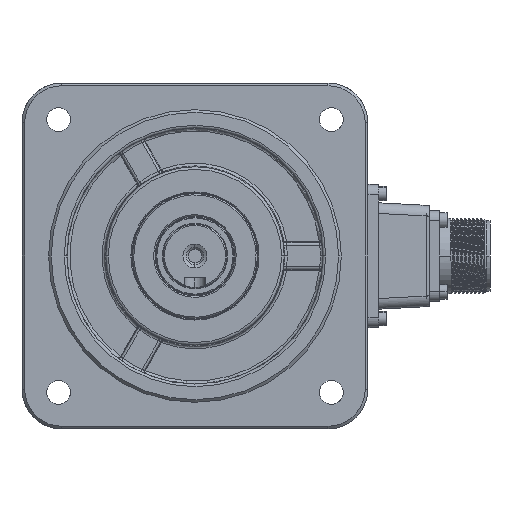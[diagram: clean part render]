
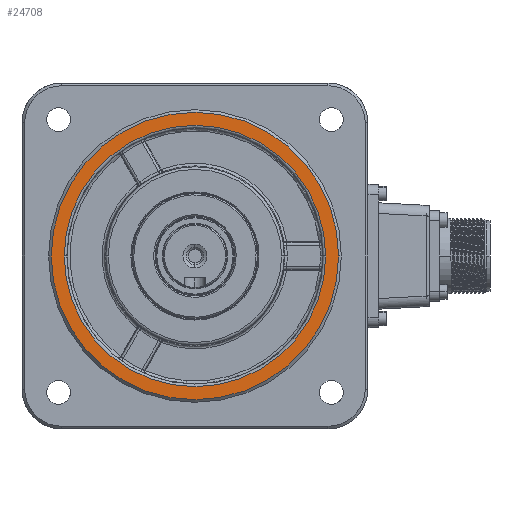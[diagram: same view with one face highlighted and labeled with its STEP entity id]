
A CAD part, left-side view. The second image highlights one B-rep face of the part: STEP entity #24708.
In plain terms, the highlighted planar face has unit normal (-1, 0, 0).
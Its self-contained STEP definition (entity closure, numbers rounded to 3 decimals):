
#191 = VERTEX_POINT ( 'NONE', #25352 ) ;
#389 = EDGE_CURVE ( 'NONE', #14477, #191, #1727, .T. ) ;
#1727 = CIRCLE ( 'NONE', #10946, 49.122 ) ;
#5425 = CARTESIAN_POINT ( 'NONE',  ( -76., 0., 0. ) ) ;
#6312 = EDGE_CURVE ( 'NONE', #191, #14477, #14130, .T. ) ;
#6494 = DIRECTION ( 'NONE',  ( 0., -1., 0. ) ) ;
#7374 = CARTESIAN_POINT ( 'NONE',  ( -76., 0., 0. ) ) ;
#8835 = VERTEX_POINT ( 'NONE', #18039 ) ;
#9314 = AXIS2_PLACEMENT_3D ( 'NONE', #40168, #28714, #6494 ) ;
#9900 = VERTEX_POINT ( 'NONE', #12840 ) ;
#10946 = AXIS2_PLACEMENT_3D ( 'NONE', #7374, #14678, #44089 ) ;
#10972 = ORIENTED_EDGE ( 'NONE', *, *, #29226, .T. ) ;
#12840 = CARTESIAN_POINT ( 'NONE',  ( -76., 54., 0. ) ) ;
#14130 = CIRCLE ( 'NONE', #14878, 49.122 ) ;
#14477 = VERTEX_POINT ( 'NONE', #30130 ) ;
#14678 = DIRECTION ( 'NONE',  ( 1., 0., 0. ) ) ;
#14878 = AXIS2_PLACEMENT_3D ( 'NONE', #5425, #27787, #35072 ) ;
#15374 = DIRECTION ( 'NONE',  ( -1., 0., 0. ) ) ;
#17080 = EDGE_CURVE ( 'NONE', #8835, #9900, #27704, .T. ) ;
#18039 = CARTESIAN_POINT ( 'NONE',  ( -76., -54., 0. ) ) ;
#18532 = ORIENTED_EDGE ( 'NONE', *, *, #17080, .T. ) ;
#19877 = ORIENTED_EDGE ( 'NONE', *, *, #389, .T. ) ;
#20482 = AXIS2_PLACEMENT_3D ( 'NONE', #37707, #15374, #26685 ) ;
#20592 = CARTESIAN_POINT ( 'NONE',  ( -76., 0., 0. ) ) ;
#21177 = AXIS2_PLACEMENT_3D ( 'NONE', #20592, #38872, #46441 ) ;
#24708 = ADVANCED_FACE ( 'NONE', ( #42758, #28302 ), #45430, .T. ) ;
#25352 = CARTESIAN_POINT ( 'NONE',  ( -76., -49.122, 0. ) ) ;
#26349 = EDGE_LOOP ( 'NONE', ( #10972, #18532 ) ) ;
#26685 = DIRECTION ( 'NONE',  ( 0., -1., 0. ) ) ;
#27704 = CIRCLE ( 'NONE', #9314, 54. ) ;
#27787 = DIRECTION ( 'NONE',  ( 1., 0., 0. ) ) ;
#28302 = FACE_BOUND ( 'NONE', #38039, .T. ) ;
#28714 = DIRECTION ( 'NONE',  ( -1., 0., 0. ) ) ;
#29226 = EDGE_CURVE ( 'NONE', #9900, #8835, #40681, .T. ) ;
#30130 = CARTESIAN_POINT ( 'NONE',  ( -76., 49.122, 0. ) ) ;
#35072 = DIRECTION ( 'NONE',  ( 0., -1., 0. ) ) ;
#37707 = CARTESIAN_POINT ( 'NONE',  ( -76., 0., 0. ) ) ;
#38039 = EDGE_LOOP ( 'NONE', ( #47929, #19877 ) ) ;
#38872 = DIRECTION ( 'NONE',  ( -1., 0., 0. ) ) ;
#40168 = CARTESIAN_POINT ( 'NONE',  ( -76., 0., 0. ) ) ;
#40681 = CIRCLE ( 'NONE', #21177, 54. ) ;
#42758 = FACE_OUTER_BOUND ( 'NONE', #26349, .T. ) ;
#44089 = DIRECTION ( 'NONE',  ( 0., -1., 0. ) ) ;
#45430 = PLANE ( 'NONE',  #20482 ) ;
#46441 = DIRECTION ( 'NONE',  ( 0., -1., 0. ) ) ;
#47929 = ORIENTED_EDGE ( 'NONE', *, *, #6312, .T. ) ;
